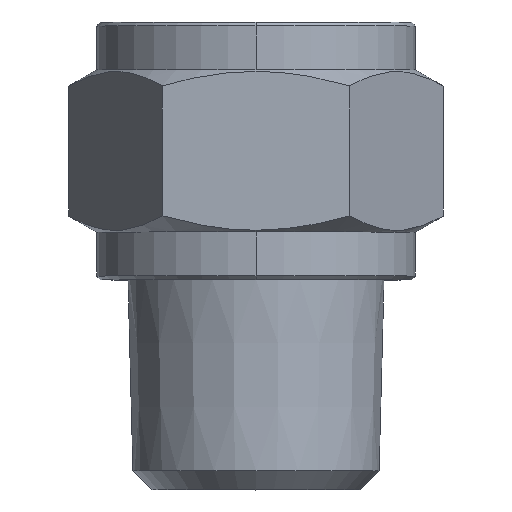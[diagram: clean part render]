
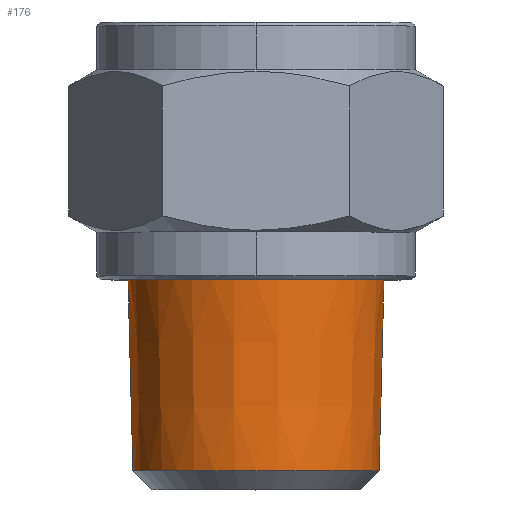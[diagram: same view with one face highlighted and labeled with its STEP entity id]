
A CAD part, top view. The second image highlights one B-rep face of the part: STEP entity #176.
In plain terms, the highlighted conical face has half-angle 1.47 degrees and reference radius 6.707 mm.
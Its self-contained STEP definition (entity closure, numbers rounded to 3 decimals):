
#164 = EDGE_LOOP ( 'NONE', ( #167, #260, #244, #269 ) ) ;
#167 = ORIENTED_EDGE ( 'NONE', *, *, #168, .F. ) ;
#168 = EDGE_CURVE ( 'NONE', #268, #259, #703, .T. ) ;
#176 = ADVANCED_FACE ( 'NONE', ( #804 ), #803, .T. ) ;
#243 = EDGE_CURVE ( 'NONE', #259, #246, #770, .T. ) ;
#244 = ORIENTED_EDGE ( 'NONE', *, *, #245, .T. ) ;
#245 = EDGE_CURVE ( 'NONE', #262, #246, #766, .T. ) ;
#246 = VERTEX_POINT ( 'NONE', #761 ) ;
#259 = VERTEX_POINT ( 'NONE', #729 ) ;
#260 = ORIENTED_EDGE ( 'NONE', *, *, #261, .T. ) ;
#261 = EDGE_CURVE ( 'NONE', #268, #262, #728, .T. ) ;
#262 = VERTEX_POINT ( 'NONE', #724 ) ;
#268 = VERTEX_POINT ( 'NONE', #660 ) ;
#269 = ORIENTED_EDGE ( 'NONE', *, *, #243, .F. ) ;
#660 = CARTESIAN_POINT ( 'NONE',  ( 6.45, 1., 0. ) ) ;
#699 = DIRECTION ( 'NONE',  ( 1., 0., 0. ) ) ;
#700 = DIRECTION ( 'NONE',  ( 0., -1., 0. ) ) ;
#701 = CARTESIAN_POINT ( 'NONE',  ( 0., 1., 0. ) ) ;
#702 = AXIS2_PLACEMENT_3D ( 'NONE', #701, #700, #699 ) ;
#703 = CIRCLE ( 'NONE', #702, 6.45 ) ;
#724 = CARTESIAN_POINT ( 'NONE',  ( 6.707, 11., 0. ) ) ;
#725 = DIRECTION ( 'NONE',  ( 0.026, 1., 0. ) ) ;
#726 = VECTOR ( 'NONE', #725, 1000. ) ;
#727 = CARTESIAN_POINT ( 'NONE',  ( 6.707, 11., 0. ) ) ;
#728 = LINE ( 'NONE', #727, #726 ) ;
#729 = CARTESIAN_POINT ( 'NONE',  ( -6.45, 1., 0. ) ) ;
#761 = CARTESIAN_POINT ( 'NONE',  ( -6.707, 11., 0. ) ) ;
#762 = DIRECTION ( 'NONE',  ( 1., 0., 0. ) ) ;
#763 = DIRECTION ( 'NONE',  ( 0., -1., 0. ) ) ;
#764 = CARTESIAN_POINT ( 'NONE',  ( 0., 11., 0. ) ) ;
#765 = AXIS2_PLACEMENT_3D ( 'NONE', #764, #763, #762 ) ;
#766 = CIRCLE ( 'NONE', #765, 6.707 ) ;
#767 = DIRECTION ( 'NONE',  ( -0.026, 1., 0. ) ) ;
#768 = VECTOR ( 'NONE', #767, 1000. ) ;
#769 = CARTESIAN_POINT ( 'NONE',  ( -6.707, 11., 0. ) ) ;
#770 = LINE ( 'NONE', #769, #768 ) ;
#799 = DIRECTION ( 'NONE',  ( -1., 0., 0. ) ) ;
#800 = DIRECTION ( 'NONE',  ( 0., 1., 0. ) ) ;
#801 = CARTESIAN_POINT ( 'NONE',  ( 0., 11., 0. ) ) ;
#802 = AXIS2_PLACEMENT_3D ( 'NONE', #801, #800, #799 ) ;
#803 = CONICAL_SURFACE ( 'NONE', #802, 6.707, 0.026 ) ;
#804 = FACE_OUTER_BOUND ( 'NONE', #164, .T. ) ;
